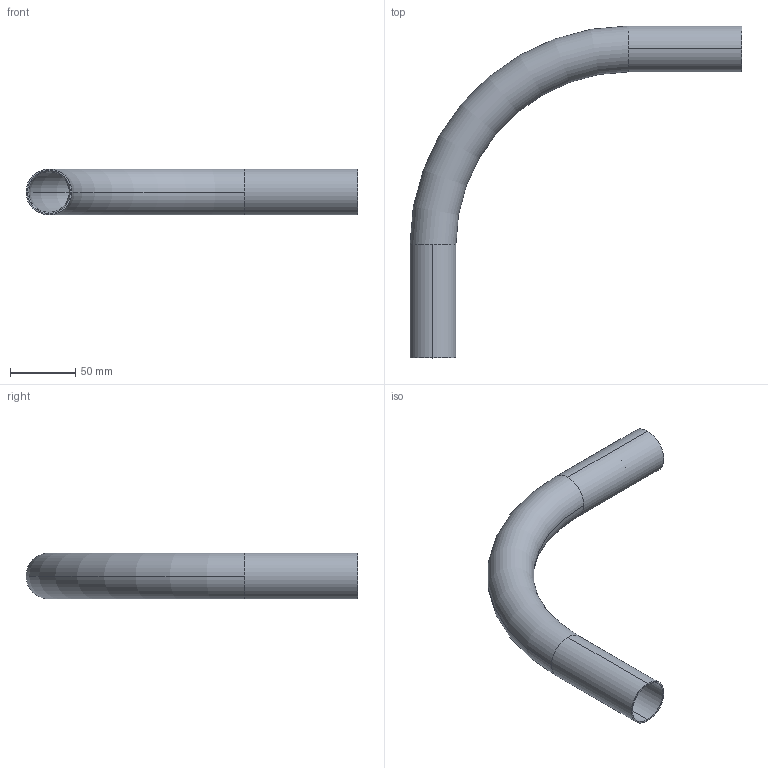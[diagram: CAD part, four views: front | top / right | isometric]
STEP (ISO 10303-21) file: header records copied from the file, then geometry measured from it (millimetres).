
FILE_DESCRIPTION (( 'STEP AP214' ), '1' );
FILE_NAME ('2046819.stp', '2020-01-22T07:59:42', ( '' ), ( '' ), 'SwSTEP 2.0', 'SolidWorks 2018', '' );
FILE_SCHEMA (( 'AUTOMOTIVE_DESIGN' ));
Length unit declared in the file: millimetre
Products named in the file (1): 2046819
Bounding box: 254.05 x 254.05 x 35.1 mm (x, y, z)
Volume: 52686.2 mm3; surface area: 87357.7 mm2
Topology: 1 solids, 1 shells, 26 faces, 60 edges, 36 vertices
Faces by surface type: torus 12, cylinder 12, plane 2
Entity records: 794 total; most frequent: DIRECTION 162, CARTESIAN_POINT 123, ORIENTED_EDGE 120, AXIS2_PLACEMENT_3D 75, EDGE_CURVE 60, CIRCLE 48, VERTEX_POINT 36, EDGE_LOOP 28
